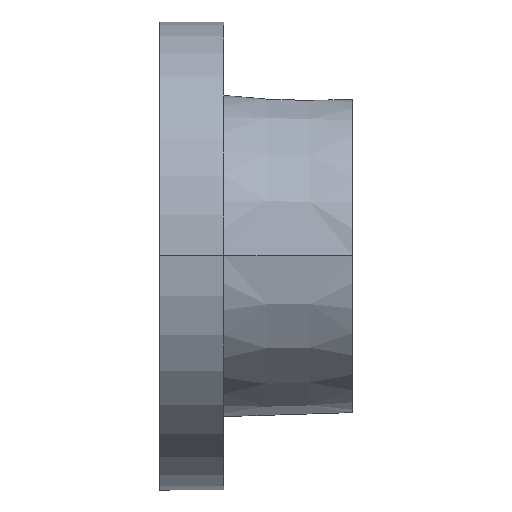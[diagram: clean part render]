
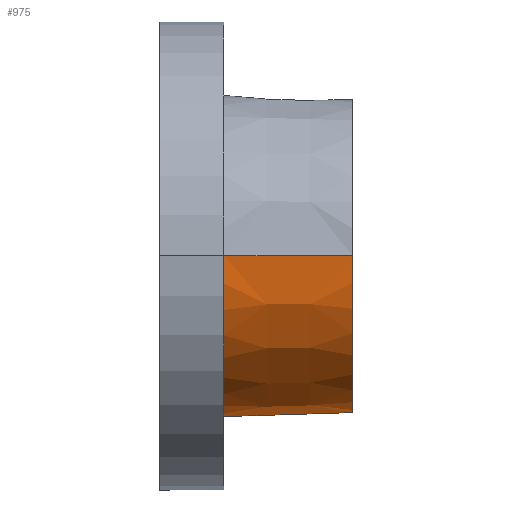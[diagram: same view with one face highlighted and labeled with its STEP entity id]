
A CAD part, top view. The second image highlights one B-rep face of the part: STEP entity #975.
In plain terms, the highlighted conical face has half-angle 1.79 degrees and reference radius 27.781 mm.
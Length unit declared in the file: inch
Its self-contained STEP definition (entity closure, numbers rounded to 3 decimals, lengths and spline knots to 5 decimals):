
#26 = ORIENTED_EDGE ( 'NONE', *, *, #828, .F. ) ;
#45 = AXIS2_PLACEMENT_3D ( 'NONE', #67, #133, #521 ) ;
#63 = ORIENTED_EDGE ( 'NONE', *, *, #693, .T. ) ;
#67 = CARTESIAN_POINT ( 'NONE',  ( 0., 0., -0.00109 ) ) ;
#133 = DIRECTION ( 'NONE',  ( -1., 0., 0. ) ) ;
#243 = CARTESIAN_POINT ( 'NONE',  ( 0.875, -1.06622, 0.01861 ) ) ;
#267 = CARTESIAN_POINT ( 'NONE',  ( 0., 0., -0.00109 ) ) ;
#279 = CARTESIAN_POINT ( 'NONE',  ( 0.875, 0., 1.06531 ) ) ;
#283 = DIRECTION ( 'NONE',  ( 1., 0., 0. ) ) ;
#302 = CARTESIAN_POINT ( 'NONE',  ( 0., -1.09356, 0.01909 ) ) ;
#313 = CARTESIAN_POINT ( 'NONE',  ( 0.58333, -1.07534, 0.01877 ) ) ;
#325 = VERTEX_POINT ( 'NONE', #430 ) ;
#332 = DIRECTION ( 'NONE',  ( -1., 0., 0.031 ) ) ;
#340 = DIRECTION ( 'NONE',  ( 0., 0., -1. ) ) ;
#360 = AXIS2_PLACEMENT_3D ( 'NONE', #768, #283, #860 ) ;
#376 = CIRCLE ( 'NONE', #360, 1.0664 ) ;
#388 = CARTESIAN_POINT ( 'NONE',  ( 0., -1.09356, 0.01909 ) ) ;
#391 = VERTEX_POINT ( 'NONE', #302 ) ;
#395 = ORIENTED_EDGE ( 'NONE', *, *, #518, .F. ) ;
#428 = CONICAL_SURFACE ( 'NONE', #45, 1.09375, 0.031 ) ;
#430 = CARTESIAN_POINT ( 'NONE',  ( 0., 0., 1.09266 ) ) ;
#479 = FACE_OUTER_BOUND ( 'NONE', #1006, .T. ) ;
#518 = EDGE_CURVE ( 'NONE', #633, #391, #1030, .T. ) ;
#521 = DIRECTION ( 'NONE',  ( 0., 0., -1. ) ) ;
#558 = CARTESIAN_POINT ( 'NONE',  ( 0.875, -1.06622, 0.01861 ) ) ;
#633 = VERTEX_POINT ( 'NONE', #558 ) ;
#640 = EDGE_CURVE ( 'NONE', #822, #325, #985, .T. ) ;
#693 = EDGE_CURVE ( 'NONE', #325, #391, #868, .T. ) ;
#768 = CARTESIAN_POINT ( 'NONE',  ( 0.875, 0., -0.00109 ) ) ;
#822 = VERTEX_POINT ( 'NONE', #279 ) ;
#828 = EDGE_CURVE ( 'NONE', #822, #633, #376, .T. ) ;
#843 = DIRECTION ( 'NONE',  ( 1., 0., 0. ) ) ;
#860 = DIRECTION ( 'NONE',  ( 0., 0., -1. ) ) ;
#868 = CIRCLE ( 'NONE', #1002, 1.09375 ) ;
#905 = CARTESIAN_POINT ( 'NONE',  ( 0.29167, -1.08445, 0.01893 ) ) ;
#916 = CARTESIAN_POINT ( 'NONE',  ( 0., 0., 1.09266 ) ) ;
#975 = ADVANCED_FACE ( 'NONE', ( #479 ), #428, .T. ) ;
#977 = ORIENTED_EDGE ( 'NONE', *, *, #640, .T. ) ;
#985 = LINE ( 'NONE', #916, #1038 ) ;
#1002 = AXIS2_PLACEMENT_3D ( 'NONE', #267, #843, #340 ) ;
#1006 = EDGE_LOOP ( 'NONE', ( #26, #977, #63, #395 ) ) ;
#1030 = B_SPLINE_CURVE_WITH_KNOTS ( 'NONE', 3,
 ( #243, #313, #905, #388 ),
 .UNSPECIFIED., .F., .F.,
 ( 4, 4 ),
 ( 0., 0.02224 ),
 .UNSPECIFIED. ) ;
#1038 = VECTOR ( 'NONE', #332, 39.37008 ) ;
